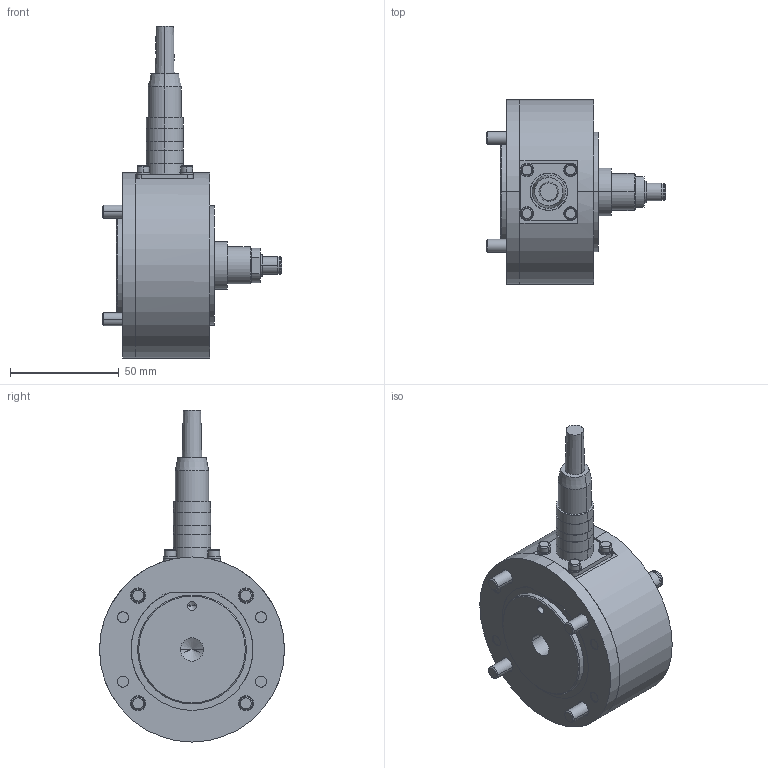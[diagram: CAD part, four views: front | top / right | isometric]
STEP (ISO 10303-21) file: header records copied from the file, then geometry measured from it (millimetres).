
FILE_DESCRIPTION((''),'2;1');
FILE_NAME('C1206201_stp.stp','2019-12-25T15:02:46',(''),(''),'Mechanical Desktop 2009','Mechanical Desktop 2009',', , ');
FILE_SCHEMA(('CONFIG_CONTROL_DESIGN'));
Length unit declared in the file: millimetre
Products named in the file (17): C1206201_STP; C0709081; C0612056; C0709072; I-6KT_SCHRAUBE_M6X30; SCHUTZKAPPE_M6_S5; GERÄTESTECKER_5POL_C091 31S005 100 2; FEDERRING_M3; I-6KT_SCHRAUBE_M3X8; KABELDOSE_MINI_5_POL; TEIL1; I-6KT_SCHRAUBE_M6X40A; I-6KT_SCHRAUBE_M6X40; C0707276; C0707276A; C0709073A; C0709073
Assembly tree (31 placements, depth 3):
  C1206201_STP
    C0709081
      C0612056
      C0709072
      I-6KT_SCHRAUBE_M6X30  x4
      SCHUTZKAPPE_M6_S5  x4
      GERÄTESTECKER_5POL_C091 31S005 100 2
      FEDERRING_M3  x4
      I-6KT_SCHRAUBE_M3X8  x4
    KABELDOSE_MINI_5_POL
      TEIL1
    I-6KT_SCHRAUBE_M6X40A  x4
      I-6KT_SCHRAUBE_M6X40
    C0707276
      C0707276A
    C0709073A
      C0709073
Bounding box: 82.5 x 85 x 152.5 mm (x, y, z)
Volume: 231243.9 mm3; surface area: 72680.6 mm2
Topology: 26 solids, 26 shells, 517 faces, 1154 edges, 740 vertices
Faces by surface type: cylinder 241, plane 178, cone 70, torus 24, sphere 4
Entity records: 10038 total; most frequent: DIRECTION 1899, CARTESIAN_POINT 1660, ORIENTED_EDGE 1486, AXIS2_PLACEMENT_3D 790, EDGE_CURVE 743, VERTEX_POINT 485, EDGE_LOOP 440, CIRCLE 421
